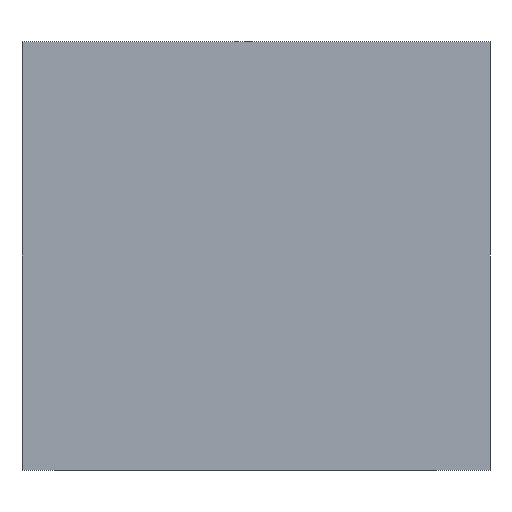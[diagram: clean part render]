
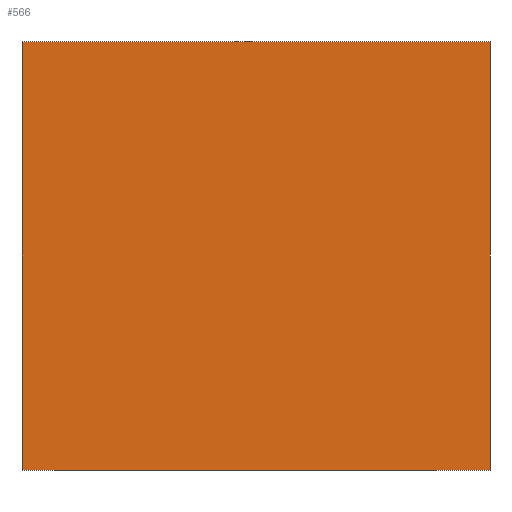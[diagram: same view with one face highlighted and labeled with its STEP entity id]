
A CAD part, front view. The second image highlights one B-rep face of the part: STEP entity #566.
In plain terms, the highlighted planar face has unit normal (0, -1, 0).
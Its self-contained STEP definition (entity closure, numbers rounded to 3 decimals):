
#33 = VERTEX_POINT ( 'NONE', #77 ) ;
#46 = EDGE_LOOP ( 'NONE', ( #807, #170, #236, #745 ) ) ;
#50 = VERTEX_POINT ( 'NONE', #821 ) ;
#77 = CARTESIAN_POINT ( 'NONE',  ( 24.93, -3.039, 59.089 ) ) ;
#130 = FACE_OUTER_BOUND ( 'NONE', #46, .T. ) ;
#170 = ORIENTED_EDGE ( 'NONE', *, *, #200, .F. ) ;
#200 = EDGE_CURVE ( 'NONE', #425, #50, #735, .T. ) ;
#234 = VECTOR ( 'NONE', #587, 1000. ) ;
#236 = ORIENTED_EDGE ( 'NONE', *, *, #497, .T. ) ;
#253 = CARTESIAN_POINT ( 'NONE',  ( 24.93, -3.039, 71.089 ) ) ;
#273 = CARTESIAN_POINT ( 'NONE',  ( 11.83, -3.039, 59.089 ) ) ;
#298 = LINE ( 'NONE', #366, #783 ) ;
#311 = CARTESIAN_POINT ( 'NONE',  ( 24.93, -3.039, 67.299 ) ) ;
#312 = EDGE_CURVE ( 'NONE', #315, #33, #449, .T. ) ;
#315 = VERTEX_POINT ( 'NONE', #253 ) ;
#326 = DIRECTION ( 'NONE',  ( 0., 0., -1. ) ) ;
#355 = AXIS2_PLACEMENT_3D ( 'NONE', #480, #723, #727 ) ;
#366 = CARTESIAN_POINT ( 'NONE',  ( 24.93, -3.039, 71.089 ) ) ;
#420 = VECTOR ( 'NONE', #326, 1000. ) ;
#425 = VERTEX_POINT ( 'NONE', #798 ) ;
#449 = LINE ( 'NONE', #311, #420 ) ;
#480 = CARTESIAN_POINT ( 'NONE',  ( 24.93, -3.039, 74.839 ) ) ;
#497 = EDGE_CURVE ( 'NONE', #425, #33, #702, .T. ) ;
#533 = CARTESIAN_POINT ( 'NONE',  ( 11.83, -3.039, 59.089 ) ) ;
#551 = DIRECTION ( 'NONE',  ( 0., 0., 1. ) ) ;
#566 = ADVANCED_FACE ( 'NONE', ( #130 ), #826, .F. ) ;
#587 = DIRECTION ( 'NONE',  ( 1., 0., 0. ) ) ;
#657 = VECTOR ( 'NONE', #551, 1000. ) ;
#702 = LINE ( 'NONE', #533, #234 ) ;
#723 = DIRECTION ( 'NONE',  ( 0., 1., 0. ) ) ;
#727 = DIRECTION ( 'NONE',  ( 1., 0., 0. ) ) ;
#735 = LINE ( 'NONE', #273, #657 ) ;
#745 = ORIENTED_EDGE ( 'NONE', *, *, #312, .F. ) ;
#756 = DIRECTION ( 'NONE',  ( 1., 0., 0. ) ) ;
#783 = VECTOR ( 'NONE', #756, 1000. ) ;
#798 = CARTESIAN_POINT ( 'NONE',  ( 11.83, -3.039, 59.089 ) ) ;
#807 = ORIENTED_EDGE ( 'NONE', *, *, #809, .F. ) ;
#809 = EDGE_CURVE ( 'NONE', #50, #315, #298, .T. ) ;
#821 = CARTESIAN_POINT ( 'NONE',  ( 11.83, -3.039, 71.089 ) ) ;
#826 = PLANE ( 'NONE',  #355 ) ;
